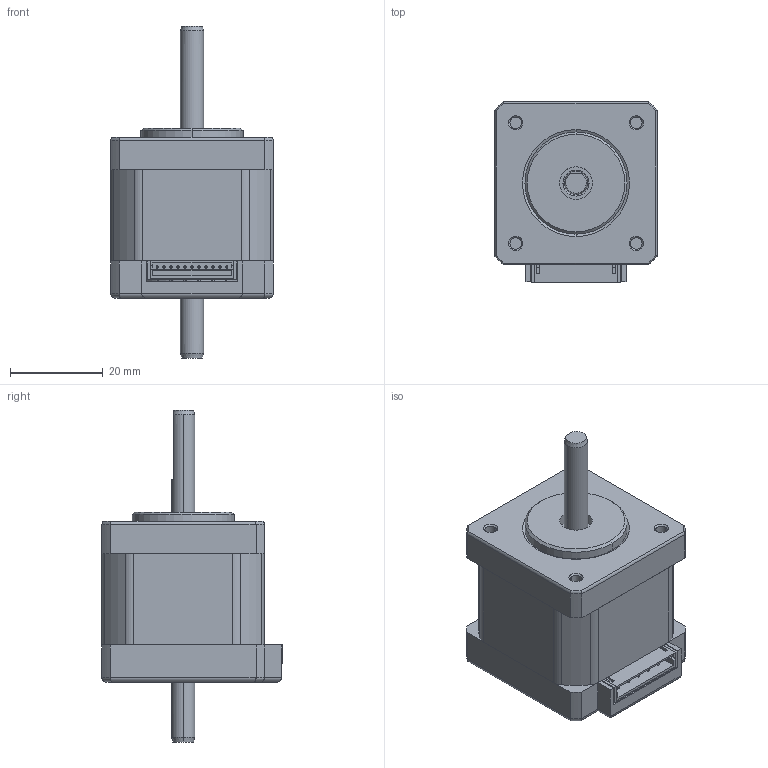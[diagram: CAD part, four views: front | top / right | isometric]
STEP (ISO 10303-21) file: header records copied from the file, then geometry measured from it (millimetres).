
FILE_DESCRIPTION((''),'2;1');
FILE_NAME('4611110027598_ASM','2024-04-17T10:15:57',('ms26442'),(''),'CREO PARAMETRIC BY PTC INC, 2018100','CREO PARAMETRIC BY PTC INC, 2018100','');
FILE_SCHEMA(('CONFIG_CONTROL_DESIGN'));
Products named in the file (23): 4613102100384; 3698153000290; 3698153000300; 4718405003469; 4613104003431_ASM; 4613103006311_ASM; 4219121302120; 4613106100212_AF0; 4332101104158_AF0; 4693220000331_AF0; 4613106100212_AF1; 4613107110492_ASM; 4333201500017; 4333201500070; 4331101000001; 4613108006965_ASM; 4294440200012_AF0; 4219121302206; 3698151100131; 4294404000177; 4613153001598_ASM; 3219720000388; 4611110027598_ASM
Assembly tree (26 placements, depth 5):
  4611110027598_ASM
    4613153001598_ASM
      4613103006311_ASM
        4613104003431_ASM
          4613102100384
          3698153000290
          3698153000300
          4718405003469
      4219121302120
      4613108006965_ASM
        4613107110492_ASM
          4613106100212_AF0
          4332101104158_AF0
          4693220000331_AF0
          4613106100212_AF1
        4333201500017
        4333201500070
        4331101000001  x2
      4294440200012_AF0
      4219121302206
      3698151100131
      4294404000177  x4
    3219720000388
Bounding box: 35 x 38.79 x 71.5 mm (x, y, z)
Volume: 32079 mm3; surface area: 40902.4 mm2
Topology: 24 solids, 34 shells, 2660 faces, 7393 edges, 4864 vertices
Faces by surface type: cylinder 1295, plane 1212, cone 67, torus 34, extrusion 24, bspline 20, sphere 8
Entity records: 84188 total; most frequent: CARTESIAN_POINT 16546, DIRECTION 14464, ORIENTED_EDGE 14134, EDGE_CURVE 7073, AXIS2_PLACEMENT_3D 5115, VERTEX_POINT 4660, VECTOR 4234, LINE 4210
